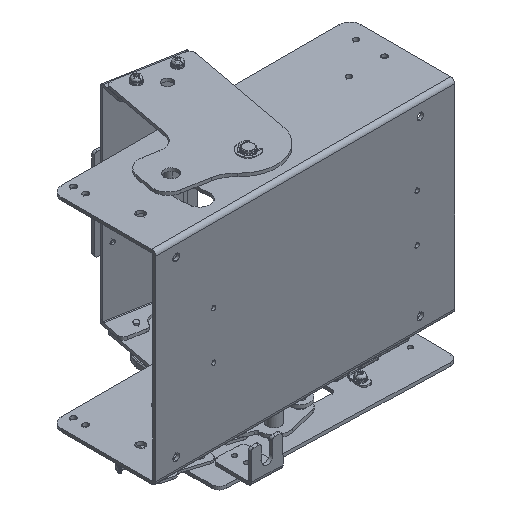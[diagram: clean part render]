
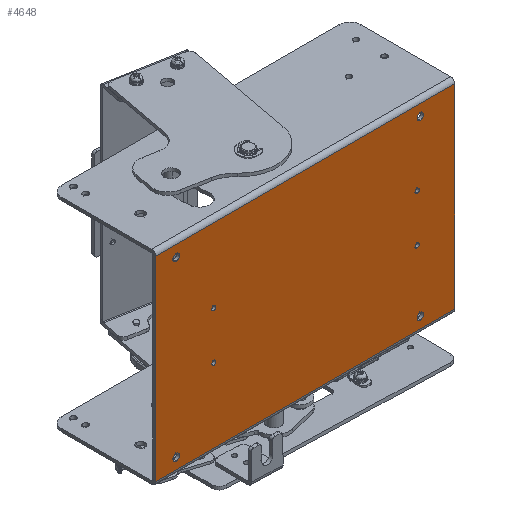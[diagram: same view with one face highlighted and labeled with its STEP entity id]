
A CAD part, isometric view. The second image highlights one B-rep face of the part: STEP entity #4648.
In plain terms, the highlighted planar face has unit normal (0, -1, 0).
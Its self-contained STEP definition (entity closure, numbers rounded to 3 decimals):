
#2631=FACE_BOUND('',#7825,.T.);
#2632=FACE_BOUND('',#7826,.T.);
#2633=FACE_BOUND('',#7827,.T.);
#2634=FACE_BOUND('',#7828,.T.);
#2635=FACE_BOUND('',#7829,.T.);
#2636=FACE_BOUND('',#7830,.T.);
#2637=FACE_BOUND('',#7831,.T.);
#2638=FACE_BOUND('',#7832,.T.);
#2639=FACE_BOUND('',#7833,.T.);
#4648=ADVANCED_FACE('',(#2631,#2632,#2633,#2634,#2635,#2636,#2637,#2638,
#2639),#5118,.T.);
#5118=PLANE('',#37358);
#7825=EDGE_LOOP('',(#18154,#18155));
#7826=EDGE_LOOP('',(#18156,#18157));
#7827=EDGE_LOOP('',(#18158,#18159));
#7828=EDGE_LOOP('',(#18160,#18161));
#7829=EDGE_LOOP('',(#18162,#18163));
#7830=EDGE_LOOP('',(#18164,#18165));
#7831=EDGE_LOOP('',(#18166,#18167));
#7832=EDGE_LOOP('',(#18168,#18169));
#7833=EDGE_LOOP('',(#18170,#18171,#18172,#18173));
#9646=CIRCLE('',#37311,2.);
#9648=CIRCLE('',#37314,2.);
#9650=CIRCLE('',#37317,3.25);
#9652=CIRCLE('',#37320,3.25);
#9654=CIRCLE('',#37323,3.25);
#9656=CIRCLE('',#37326,3.25);
#9658=CIRCLE('',#37329,3.25);
#9660=CIRCLE('',#37332,3.25);
#9662=CIRCLE('',#37335,3.25);
#9664=CIRCLE('',#37338,3.25);
#9666=CIRCLE('',#37341,2.);
#9668=CIRCLE('',#37344,2.);
#9670=CIRCLE('',#37347,2.);
#9672=CIRCLE('',#37350,2.);
#9674=CIRCLE('',#37353,2.);
#9676=CIRCLE('',#37356,2.);
#18154=ORIENTED_EDGE('',*,*,#28560,.F.);
#18155=ORIENTED_EDGE('',*,*,#28562,.F.);
#18156=ORIENTED_EDGE('',*,*,#28566,.F.);
#18157=ORIENTED_EDGE('',*,*,#28568,.F.);
#18158=ORIENTED_EDGE('',*,*,#28572,.F.);
#18159=ORIENTED_EDGE('',*,*,#28574,.F.);
#18160=ORIENTED_EDGE('',*,*,#28578,.F.);
#18161=ORIENTED_EDGE('',*,*,#28580,.F.);
#18162=ORIENTED_EDGE('',*,*,#28584,.F.);
#18163=ORIENTED_EDGE('',*,*,#28586,.F.);
#18164=ORIENTED_EDGE('',*,*,#28590,.F.);
#18165=ORIENTED_EDGE('',*,*,#28592,.F.);
#18166=ORIENTED_EDGE('',*,*,#28596,.F.);
#18167=ORIENTED_EDGE('',*,*,#28598,.F.);
#18168=ORIENTED_EDGE('',*,*,#28602,.F.);
#18169=ORIENTED_EDGE('',*,*,#28604,.F.);
#18170=ORIENTED_EDGE('',*,*,#28457,.T.);
#18171=ORIENTED_EDGE('',*,*,#28605,.T.);
#18172=ORIENTED_EDGE('',*,*,#28462,.F.);
#18173=ORIENTED_EDGE('',*,*,#28460,.T.);
#22786=VERTEX_POINT('',#81996);
#22787=VERTEX_POINT('',#81998);
#22789=VERTEX_POINT('',#82004);
#22790=VERTEX_POINT('',#82008);
#22862=VERTEX_POINT('',#82199);
#22865=VERTEX_POINT('',#82204);
#22866=VERTEX_POINT('',#82211);
#22869=VERTEX_POINT('',#82216);
#22870=VERTEX_POINT('',#82223);
#22873=VERTEX_POINT('',#82228);
#22874=VERTEX_POINT('',#82235);
#22877=VERTEX_POINT('',#82240);
#22878=VERTEX_POINT('',#82247);
#22881=VERTEX_POINT('',#82252);
#22882=VERTEX_POINT('',#82259);
#22885=VERTEX_POINT('',#82264);
#22886=VERTEX_POINT('',#82271);
#22889=VERTEX_POINT('',#82276);
#22890=VERTEX_POINT('',#82283);
#22893=VERTEX_POINT('',#82288);
#28457=EDGE_CURVE('',#22787,#22786,#31379,.T.);
#28460=EDGE_CURVE('',#22789,#22787,#31381,.T.);
#28462=EDGE_CURVE('',#22789,#22790,#31382,.T.);
#28560=EDGE_CURVE('',#22865,#22862,#9646,.T.);
#28562=EDGE_CURVE('',#22862,#22865,#9648,.T.);
#28566=EDGE_CURVE('',#22869,#22866,#9650,.T.);
#28568=EDGE_CURVE('',#22866,#22869,#9652,.T.);
#28572=EDGE_CURVE('',#22873,#22870,#9654,.T.);
#28574=EDGE_CURVE('',#22870,#22873,#9656,.T.);
#28578=EDGE_CURVE('',#22877,#22874,#9658,.T.);
#28580=EDGE_CURVE('',#22874,#22877,#9660,.T.);
#28584=EDGE_CURVE('',#22881,#22878,#9662,.T.);
#28586=EDGE_CURVE('',#22878,#22881,#9664,.T.);
#28590=EDGE_CURVE('',#22885,#22882,#9666,.T.);
#28592=EDGE_CURVE('',#22882,#22885,#9668,.T.);
#28596=EDGE_CURVE('',#22889,#22886,#9670,.T.);
#28598=EDGE_CURVE('',#22886,#22889,#9672,.T.);
#28602=EDGE_CURVE('',#22893,#22890,#9674,.T.);
#28604=EDGE_CURVE('',#22890,#22893,#9676,.T.);
#28605=EDGE_CURVE('',#22786,#22790,#31432,.T.);
#31379=LINE('',#81997,#34077);
#31381=LINE('',#82003,#34079);
#31382=LINE('',#82007,#34080);
#31432=LINE('',#82294,#34130);
#34077=VECTOR('',#45666,1.);
#34079=VECTOR('',#45672,1.);
#34080=VECTOR('',#45677,1.);
#34130=VECTOR('',#45993,1.);
#37311=AXIS2_PLACEMENT_3D('',#82205,#45885,#45886);
#37314=AXIS2_PLACEMENT_3D('',#82208,#45891,#45892);
#37317=AXIS2_PLACEMENT_3D('',#82217,#45899,#45900);
#37320=AXIS2_PLACEMENT_3D('',#82220,#45905,#45906);
#37323=AXIS2_PLACEMENT_3D('',#82229,#45913,#45914);
#37326=AXIS2_PLACEMENT_3D('',#82232,#45919,#45920);
#37329=AXIS2_PLACEMENT_3D('',#82241,#45927,#45928);
#37332=AXIS2_PLACEMENT_3D('',#82244,#45933,#45934);
#37335=AXIS2_PLACEMENT_3D('',#82253,#45941,#45942);
#37338=AXIS2_PLACEMENT_3D('',#82256,#45947,#45948);
#37341=AXIS2_PLACEMENT_3D('',#82265,#45955,#45956);
#37344=AXIS2_PLACEMENT_3D('',#82268,#45961,#45962);
#37347=AXIS2_PLACEMENT_3D('',#82277,#45969,#45970);
#37350=AXIS2_PLACEMENT_3D('',#82280,#45975,#45976);
#37353=AXIS2_PLACEMENT_3D('',#82289,#45983,#45984);
#37356=AXIS2_PLACEMENT_3D('',#82292,#45989,#45990);
#37358=AXIS2_PLACEMENT_3D('',#82295,#45994,#45995);
#45666=DIRECTION('',(0.,0.,1.));
#45672=DIRECTION('',(1.,0.,0.));
#45677=DIRECTION('',(0.,0.,1.));
#45885=DIRECTION('',(0.,-1.,0.));
#45886=DIRECTION('',(0.,0.,-1.));
#45891=DIRECTION('',(0.,-1.,0.));
#45892=DIRECTION('',(0.,0.,1.));
#45899=DIRECTION('',(0.,-1.,0.));
#45900=DIRECTION('',(0.,0.,-1.));
#45905=DIRECTION('',(0.,-1.,0.));
#45906=DIRECTION('',(0.,0.,1.));
#45913=DIRECTION('',(0.,-1.,0.));
#45914=DIRECTION('',(0.,0.,-1.));
#45919=DIRECTION('',(0.,-1.,0.));
#45920=DIRECTION('',(0.,0.,1.));
#45927=DIRECTION('',(0.,-1.,0.));
#45928=DIRECTION('',(0.,0.,-1.));
#45933=DIRECTION('',(0.,-1.,0.));
#45934=DIRECTION('',(0.,0.,1.));
#45941=DIRECTION('',(0.,-1.,0.));
#45942=DIRECTION('',(0.,0.,-1.));
#45947=DIRECTION('',(0.,-1.,0.));
#45948=DIRECTION('',(0.,0.,1.));
#45955=DIRECTION('',(0.,-1.,0.));
#45956=DIRECTION('',(0.,0.,-1.));
#45961=DIRECTION('',(0.,-1.,0.));
#45962=DIRECTION('',(0.,0.,1.));
#45969=DIRECTION('',(0.,-1.,0.));
#45970=DIRECTION('',(0.,0.,-1.));
#45975=DIRECTION('',(0.,-1.,0.));
#45976=DIRECTION('',(0.,0.,1.));
#45983=DIRECTION('',(0.,-1.,0.));
#45984=DIRECTION('',(0.,0.,-1.));
#45989=DIRECTION('',(0.,-1.,0.));
#45990=DIRECTION('',(0.,0.,1.));
#45993=DIRECTION('',(-1.,0.,0.));
#45994=DIRECTION('',(0.,-1.,0.));
#45995=DIRECTION('',(0.,0.,-1.));
#81996=CARTESIAN_POINT('',(164.,-40.,96.));
#81997=CARTESIAN_POINT('',(164.,-40.,-96.));
#81998=CARTESIAN_POINT('',(164.,-40.,-96.));
#82003=CARTESIAN_POINT('',(-130.,-40.,-96.));
#82004=CARTESIAN_POINT('',(-130.,-40.,-96.));
#82007=CARTESIAN_POINT('',(-130.,-40.,-96.));
#82008=CARTESIAN_POINT('',(-130.,-40.,96.));
#82199=CARTESIAN_POINT('',(-73.,-40.,25.25));
#82204=CARTESIAN_POINT('',(-73.,-40.,21.25));
#82205=CARTESIAN_POINT('',(-73.,-40.,23.25));
#82208=CARTESIAN_POINT('',(-73.,-40.,23.25));
#82211=CARTESIAN_POINT('',(130.,-40.,-81.75));
#82216=CARTESIAN_POINT('',(130.,-40.,-88.25));
#82217=CARTESIAN_POINT('',(130.,-40.,-85.));
#82220=CARTESIAN_POINT('',(130.,-40.,-85.));
#82223=CARTESIAN_POINT('',(130.,-40.,88.25));
#82228=CARTESIAN_POINT('',(130.,-40.,81.75));
#82229=CARTESIAN_POINT('',(130.,-40.,85.));
#82232=CARTESIAN_POINT('',(130.,-40.,85.));
#82235=CARTESIAN_POINT('',(-110.,-40.,88.25));
#82240=CARTESIAN_POINT('',(-110.,-40.,81.75));
#82241=CARTESIAN_POINT('',(-110.,-40.,85.));
#82244=CARTESIAN_POINT('',(-110.,-40.,85.));
#82247=CARTESIAN_POINT('',(-110.,-40.,-81.75));
#82252=CARTESIAN_POINT('',(-110.,-40.,-88.25));
#82253=CARTESIAN_POINT('',(-110.,-40.,-85.));
#82256=CARTESIAN_POINT('',(-110.,-40.,-85.));
#82259=CARTESIAN_POINT('',(127.,-40.,25.25));
#82264=CARTESIAN_POINT('',(127.,-40.,21.25));
#82265=CARTESIAN_POINT('',(127.,-40.,23.25));
#82268=CARTESIAN_POINT('',(127.,-40.,23.25));
#82271=CARTESIAN_POINT('',(127.,-40.,-21.25));
#82276=CARTESIAN_POINT('',(127.,-40.,-25.25));
#82277=CARTESIAN_POINT('',(127.,-40.,-23.25));
#82280=CARTESIAN_POINT('',(127.,-40.,-23.25));
#82283=CARTESIAN_POINT('',(-73.,-40.,-21.25));
#82288=CARTESIAN_POINT('',(-73.,-40.,-25.25));
#82289=CARTESIAN_POINT('',(-73.,-40.,-23.25));
#82292=CARTESIAN_POINT('',(-73.,-40.,-23.25));
#82294=CARTESIAN_POINT('',(164.,-40.,96.));
#82295=CARTESIAN_POINT('',(164.,-40.,100.));
